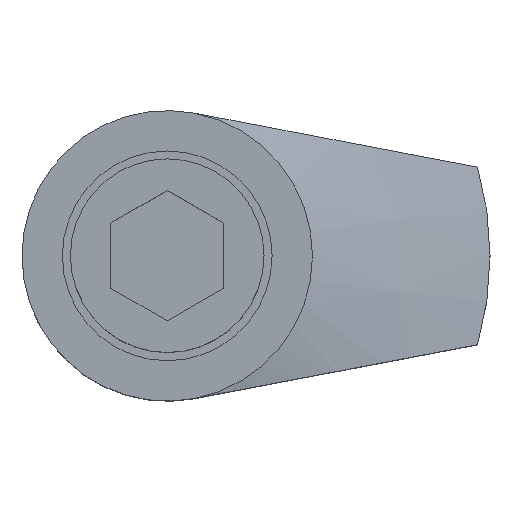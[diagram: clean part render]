
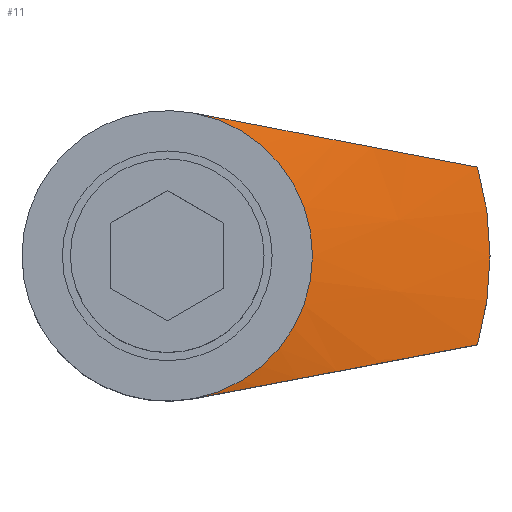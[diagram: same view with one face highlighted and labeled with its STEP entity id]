
A CAD part, top view. The second image highlights one B-rep face of the part: STEP entity #11.
In plain terms, the highlighted conical face has half-angle 74.745 degrees and reference radius 40 mm.
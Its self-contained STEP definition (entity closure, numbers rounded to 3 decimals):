
#11 = ADVANCED_FACE ( 'NONE', ( #424 ), #650, .T. ) ;
#12 = CARTESIAN_POINT ( 'NONE',  ( 3.367, -17.682, 60. ) ) ;
#45 = CARTESIAN_POINT ( 'NONE',  ( 23.968, 13.759, 57.394 ) ) ;
#53 = CARTESIAN_POINT ( 'NONE',  ( 10.784, 16.27, 59.598 ) ) ;
#126 = ORIENTED_EDGE ( 'NONE', *, *, #515, .F. ) ;
#135 = CARTESIAN_POINT ( 'NONE',  ( 9.308, 16.551, 59.746 ) ) ;
#147 = DIRECTION ( 'NONE',  ( 0., 0., -1. ) ) ;
#152 = CARTESIAN_POINT ( 'NONE',  ( 6.346, 17.115, 59.947 ) ) ;
#180 = B_SPLINE_CURVE_WITH_KNOTS ( 'NONE', 3,
 ( #1109, #448, #152, #135, #53, #260, #1170, #45, #818, #1081, #521, #797 ),
 .UNSPECIFIED., .F., .F.,
 ( 4, 2, 2, 2, 2, 4 ),
 ( 0., 0.005, 0.009, 0.018, 0.027, 0.036 ),
 .UNSPECIFIED. ) ;
#230 = CARTESIAN_POINT ( 'NONE',  ( 3.367, 17.682, 60. ) ) ;
#246 = CARTESIAN_POINT ( 'NONE',  ( 0., 0., 54. ) ) ;
#260 = CARTESIAN_POINT ( 'NONE',  ( 15.2, 15.429, 59.048 ) ) ;
#298 = VERTEX_POINT ( 'NONE', #925 ) ;
#314 = CARTESIAN_POINT ( 'NONE',  ( 18.128, -14.871, 58.54 ) ) ;
#338 = ORIENTED_EDGE ( 'NONE', *, *, #609, .T. ) ;
#339 = CARTESIAN_POINT ( 'NONE',  ( 38.458, -11., 54. ) ) ;
#378 = DIRECTION ( 'NONE',  ( 1., 0., 0. ) ) ;
#424 = FACE_OUTER_BOUND ( 'NONE', #1085, .T. ) ;
#447 = CARTESIAN_POINT ( 'NONE',  ( 26.876, -13.206, 56.755 ) ) ;
#448 = CARTESIAN_POINT ( 'NONE',  ( 4.86, 17.398, 60. ) ) ;
#470 = VERTEX_POINT ( 'NONE', #230 ) ;
#499 = CARTESIAN_POINT ( 'NONE',  ( 3.367, -17.682, 60. ) ) ;
#505 = CARTESIAN_POINT ( 'NONE',  ( 23.968, -13.759, 57.394 ) ) ;
#514 = AXIS2_PLACEMENT_3D ( 'NONE', #942, #1205, #378 ) ;
#515 = EDGE_CURVE ( 'NONE', #470, #298, #180, .T. ) ;
#521 = CARTESIAN_POINT ( 'NONE',  ( 35.568, 11.55, 54.716 ) ) ;
#529 = DIRECTION ( 'NONE',  ( -1., 0., 0. ) ) ;
#541 = CARTESIAN_POINT ( 'NONE',  ( 35.568, -11.55, 54.716 ) ) ;
#544 = DIRECTION ( 'NONE',  ( 0., 0., 1. ) ) ;
#609 = EDGE_CURVE ( 'NONE', #1197, #298, #856, .T. ) ;
#650 = CONICAL_SURFACE ( 'NONE', #798, 40., 1.305 ) ;
#676 = CARTESIAN_POINT ( 'NONE',  ( 4.86, -17.398, 60. ) ) ;
#692 = CARTESIAN_POINT ( 'NONE',  ( 15.2, -15.429, 59.048 ) ) ;
#700 = EDGE_CURVE ( 'NONE', #876, #470, #1087, .T. ) ;
#727 = ORIENTED_EDGE ( 'NONE', *, *, #1012, .T. ) ;
#781 = CARTESIAN_POINT ( 'NONE',  ( 9.308, -16.551, 59.746 ) ) ;
#797 = CARTESIAN_POINT ( 'NONE',  ( 38.458, 11., 54. ) ) ;
#798 = AXIS2_PLACEMENT_3D ( 'NONE', #886, #147, #529 ) ;
#818 = CARTESIAN_POINT ( 'NONE',  ( 26.876, 13.206, 56.755 ) ) ;
#856 = CIRCLE ( 'NONE', #989, 40. ) ;
#876 = VERTEX_POINT ( 'NONE', #12 ) ;
#877 = CARTESIAN_POINT ( 'NONE',  ( 6.346, -17.115, 59.947 ) ) ;
#886 = CARTESIAN_POINT ( 'NONE',  ( 0., 0., 54. ) ) ;
#899 = CARTESIAN_POINT ( 'NONE',  ( 38.458, -11., 54. ) ) ;
#900 = ORIENTED_EDGE ( 'NONE', *, *, #700, .F. ) ;
#918 = DIRECTION ( 'NONE',  ( 1., 0., 0. ) ) ;
#925 = CARTESIAN_POINT ( 'NONE',  ( 38.458, 11., 54. ) ) ;
#942 = CARTESIAN_POINT ( 'NONE',  ( 0., 0., 60. ) ) ;
#989 = AXIS2_PLACEMENT_3D ( 'NONE', #246, #544, #918 ) ;
#1012 = EDGE_CURVE ( 'NONE', #876, #1197, #1050, .T. ) ;
#1050 = B_SPLINE_CURVE_WITH_KNOTS ( 'NONE', 3,
 ( #499, #676, #877, #781, #1155, #692, #314, #505, #447, #1169, #541, #339 ),
 .UNSPECIFIED., .F., .F.,
 ( 4, 2, 2, 2, 2, 4 ),
 ( 0., 0.005, 0.009, 0.018, 0.027, 0.036 ),
 .UNSPECIFIED. ) ;
#1081 = CARTESIAN_POINT ( 'NONE',  ( 32.675, 12.101, 55.417 ) ) ;
#1085 = EDGE_LOOP ( 'NONE', ( #900, #727, #338, #126 ) ) ;
#1087 = CIRCLE ( 'NONE', #514, 18. ) ;
#1109 = CARTESIAN_POINT ( 'NONE',  ( 3.367, 17.682, 60. ) ) ;
#1155 = CARTESIAN_POINT ( 'NONE',  ( 10.784, -16.27, 59.598 ) ) ;
#1169 = CARTESIAN_POINT ( 'NONE',  ( 32.675, -12.101, 55.417 ) ) ;
#1170 = CARTESIAN_POINT ( 'NONE',  ( 18.128, 14.871, 58.54 ) ) ;
#1197 = VERTEX_POINT ( 'NONE', #899 ) ;
#1205 = DIRECTION ( 'NONE',  ( 0., 0., 1. ) ) ;
